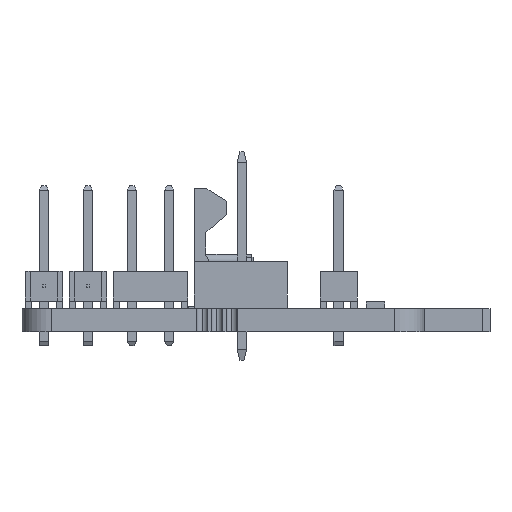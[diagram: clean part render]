
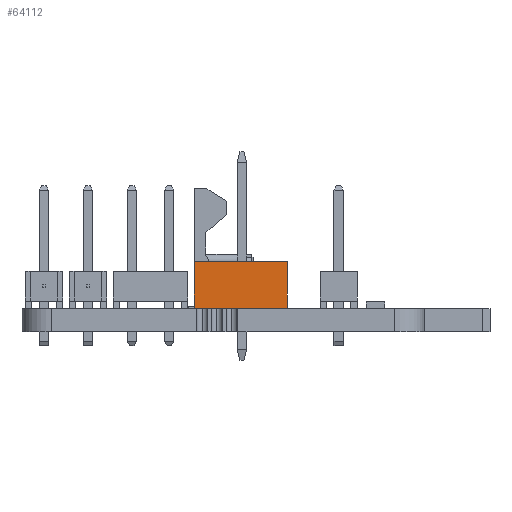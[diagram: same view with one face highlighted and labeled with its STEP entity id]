
A CAD part, left-side view. The second image highlights one B-rep face of the part: STEP entity #64112.
In plain terms, the highlighted planar face has unit normal (-1, 0, 0).
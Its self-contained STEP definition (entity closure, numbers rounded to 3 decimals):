
#64087 = VERTEX_POINT('',#64088);
#64088 = CARTESIAN_POINT('',(-2.54,-3.18,0.));
#64094 = EDGE_CURVE('',#64095,#64087,#64097,.T.);
#64095 = VERTEX_POINT('',#64096);
#64096 = CARTESIAN_POINT('',(-2.54,-3.18,-6.35));
#64097 = LINE('',#64098,#64099);
#64098 = CARTESIAN_POINT('',(-2.54,-3.18,0.));
#64099 = VECTOR('',#64100,1.);
#64100 = DIRECTION('',(0.,0.,1.));
#64112 = ADVANCED_FACE('',(#64113),#64138,.T.);
#64113 = FACE_BOUND('',#64114,.T.);
#64114 = EDGE_LOOP('',(#64115,#64125,#64131,#64132));
#64115 = ORIENTED_EDGE('',*,*,#64116,.F.);
#64116 = EDGE_CURVE('',#64117,#64119,#64121,.T.);
#64117 = VERTEX_POINT('',#64118);
#64118 = CARTESIAN_POINT('',(-2.54,0.,-6.35));
#64119 = VERTEX_POINT('',#64120);
#64120 = CARTESIAN_POINT('',(-2.54,0.,0.));
#64121 = LINE('',#64122,#64123);
#64122 = CARTESIAN_POINT('',(-2.54,0.,0.));
#64123 = VECTOR('',#64124,1.);
#64124 = DIRECTION('',(0.,0.,1.));
#64125 = ORIENTED_EDGE('',*,*,#64126,.F.);
#64126 = EDGE_CURVE('',#64095,#64117,#64127,.T.);
#64127 = LINE('',#64128,#64129);
#64128 = CARTESIAN_POINT('',(-2.54,-3.18,-6.35));
#64129 = VECTOR('',#64130,1.);
#64130 = DIRECTION('',(0.,1.,0.));
#64131 = ORIENTED_EDGE('',*,*,#64094,.T.);
#64132 = ORIENTED_EDGE('',*,*,#64133,.T.);
#64133 = EDGE_CURVE('',#64087,#64119,#64134,.T.);
#64134 = LINE('',#64135,#64136);
#64135 = CARTESIAN_POINT('',(-2.54,-3.18,0.));
#64136 = VECTOR('',#64137,1.);
#64137 = DIRECTION('',(0.,1.,0.));
#64138 = PLANE('',#64139);
#64139 = AXIS2_PLACEMENT_3D('',#64140,#64141,#64142);
#64140 = CARTESIAN_POINT('',(-2.54,-3.18,0.));
#64141 = DIRECTION('',(-1.,0.,0.));
#64142 = DIRECTION('',(0.,0.,1.));
